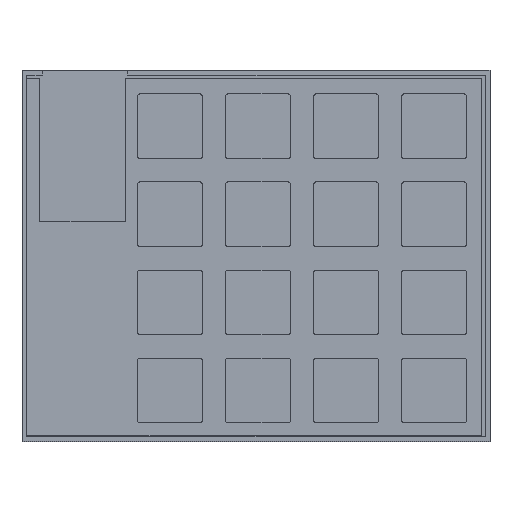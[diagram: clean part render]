
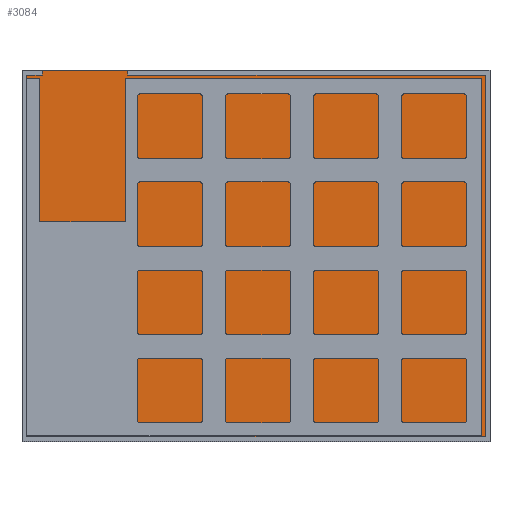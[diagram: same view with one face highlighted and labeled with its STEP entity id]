
A CAD part, top view. The second image highlights one B-rep face of the part: STEP entity #3084.
In plain terms, the highlighted planar face has unit normal (0, 0, 1).
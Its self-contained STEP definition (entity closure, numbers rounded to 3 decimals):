
#400=FACE_OUTER_BOUND('',#584,.T.);
#584=EDGE_LOOP('',(#2819,#2820,#2821,#2822,#2823,#2824,#2825,#2826));
#871=LINE('',#5128,#1187);
#875=LINE('',#5137,#1191);
#887=LINE('',#5159,#1203);
#896=LINE('',#5177,#1212);
#899=LINE('',#5183,#1215);
#900=LINE('',#5185,#1216);
#901=LINE('',#5187,#1217);
#902=LINE('',#5188,#1218);
#1187=VECTOR('',#4234,10.);
#1191=VECTOR('',#4240,10.);
#1203=VECTOR('',#4256,10.);
#1212=VECTOR('',#4269,10.);
#1215=VECTOR('',#4276,10.);
#1216=VECTOR('',#4277,10.);
#1217=VECTOR('',#4278,10.);
#1218=VECTOR('',#4279,10.);
#1495=VERTEX_POINT('',#5126);
#1496=VERTEX_POINT('',#5127);
#1499=VERTEX_POINT('',#5135);
#1500=VERTEX_POINT('',#5136);
#1515=VERTEX_POINT('',#5176);
#1516=VERTEX_POINT('',#5182);
#1517=VERTEX_POINT('',#5184);
#1518=VERTEX_POINT('',#5186);
#1927=EDGE_CURVE('',#1495,#1496,#871,.T.);
#1931=EDGE_CURVE('',#1499,#1500,#875,.T.);
#1943=EDGE_CURVE('',#1495,#1500,#887,.T.);
#1952=EDGE_CURVE('',#1496,#1515,#896,.T.);
#1955=EDGE_CURVE('',#1516,#1499,#899,.T.);
#1956=EDGE_CURVE('',#1517,#1516,#900,.T.);
#1957=EDGE_CURVE('',#1518,#1517,#901,.T.);
#1958=EDGE_CURVE('',#1515,#1518,#902,.T.);
#2819=ORIENTED_EDGE('',*,*,#1955,.F.);
#2820=ORIENTED_EDGE('',*,*,#1956,.F.);
#2821=ORIENTED_EDGE('',*,*,#1957,.F.);
#2822=ORIENTED_EDGE('',*,*,#1958,.F.);
#2823=ORIENTED_EDGE('',*,*,#1952,.F.);
#2824=ORIENTED_EDGE('',*,*,#1927,.F.);
#2825=ORIENTED_EDGE('',*,*,#1943,.T.);
#2826=ORIENTED_EDGE('',*,*,#1931,.F.);
#2932=PLANE('',#3403);
#3084=ADVANCED_FACE('',(#400),#2932,.T.);
#3403=AXIS2_PLACEMENT_3D('',#5181,#4274,#4275);
#4234=DIRECTION('',(0.,-1.,0.));
#4240=DIRECTION('',(0.,1.,0.));
#4256=DIRECTION('',(-1.,0.,0.));
#4269=DIRECTION('',(1.,0.,0.));
#4274=DIRECTION('center_axis',(0.,0.,1.));
#4275=DIRECTION('ref_axis',(1.,0.,0.));
#4276=DIRECTION('',(1.,0.,0.));
#4277=DIRECTION('',(0.,1.,0.));
#4278=DIRECTION('',(-1.,0.,0.));
#4279=DIRECTION('',(0.,-1.,0.));
#5126=CARTESIAN_POINT('',(-48.586,37.547,3.));
#5127=CARTESIAN_POINT('',(-48.586,36.547,3.));
#5128=CARTESIAN_POINT('',(-48.586,16.816,3.));
#5135=CARTESIAN_POINT('',(-67.086,36.547,3.));
#5136=CARTESIAN_POINT('',(-67.086,37.547,3.));
#5137=CARTESIAN_POINT('',(-67.086,17.482,3.));
#5159=CARTESIAN_POINT('',(-20.856,37.547,3.));
#5176=CARTESIAN_POINT('',(28.754,36.547,3.));
#5177=CARTESIAN_POINT('',(-45.661,36.547,3.));
#5181=CARTESIAN_POINT('Origin',(-20.856,-2.583,3.));
#5182=CARTESIAN_POINT('',(-70.466,36.547,3.));
#5183=CARTESIAN_POINT('',(-45.661,36.547,3.));
#5184=CARTESIAN_POINT('',(-70.466,-41.713,3.));
#5185=CARTESIAN_POINT('',(-70.466,-22.148,3.));
#5186=CARTESIAN_POINT('',(28.754,-41.713,3.));
#5187=CARTESIAN_POINT('',(3.949,-41.713,3.));
#5188=CARTESIAN_POINT('',(28.754,16.982,3.));
